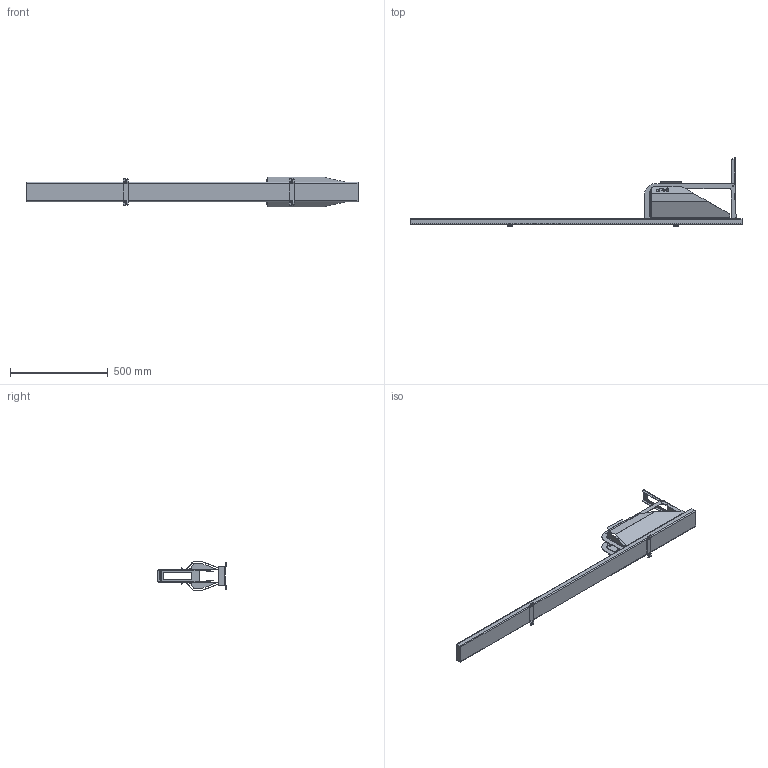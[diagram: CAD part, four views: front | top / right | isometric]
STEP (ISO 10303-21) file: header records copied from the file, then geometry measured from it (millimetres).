
FILE_DESCRIPTION (( 'STEP AP214' ), '1' );
FILE_NAME ('27PRK12_DUMMY.STEP', '2018-11-07T18:17:43', ( '' ), ( '' ), 'SwSTEP 2.0', 'SolidWorks 2018', '' );
FILE_SCHEMA (( 'AUTOMOTIVE_DESIGN' ));
Length unit declared in the file: millimetre
Products named in the file (1): 27PRK12_DUMMY
Bounding box: 1700 x 349.45 x 150 mm (x, y, z)
Volume: 5508714.3 mm3; surface area: 810776.9 mm2
Topology: 1 solids, 1 shells, 823 faces, 2287 edges, 1454 vertices
Faces by surface type: plane 455, cylinder 308, bspline 60
Entity records: 28303 total; most frequent: CARTESIAN_POINT 6807, ORIENTED_EDGE 4574, DIRECTION 4297, EDGE_CURVE 2287, LINE 1541, VECTOR 1541, VERTEX_POINT 1454, AXIS2_PLACEMENT_3D 1378
